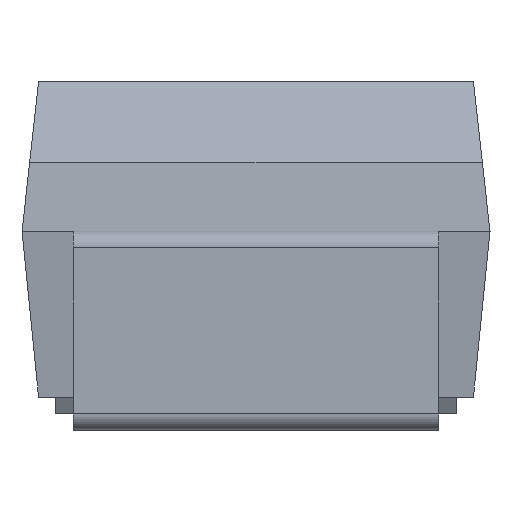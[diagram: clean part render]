
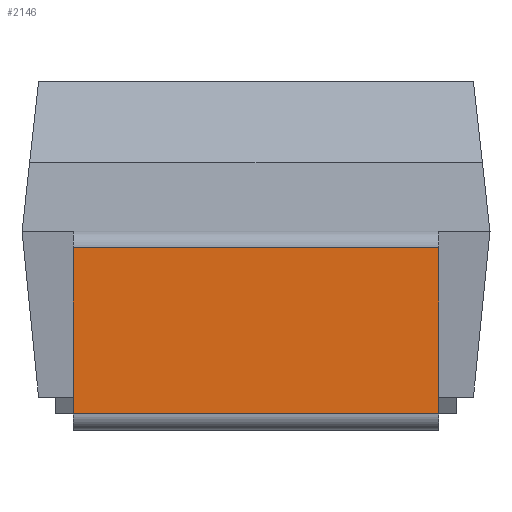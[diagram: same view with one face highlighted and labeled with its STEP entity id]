
A CAD part, left-side view. The second image highlights one B-rep face of the part: STEP entity #2146.
In plain terms, the highlighted face is planar.
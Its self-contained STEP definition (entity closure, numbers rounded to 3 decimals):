
#385=FACE_OUTER_BOUND('',#503,.T.);
#503=EDGE_LOOP('',(#1951,#1952,#1953,#1954));
#691=LINE('',#5786,#885);
#695=LINE('',#5798,#889);
#696=LINE('',#5799,#890);
#697=LINE('',#5800,#891);
#885=VECTOR('',#2551,1000.);
#889=VECTOR('',#2561,1000.);
#890=VECTOR('',#2562,1000.);
#891=VECTOR('',#2563,1000.);
#1084=VERTEX_POINT('',#5784);
#1085=VERTEX_POINT('',#5785);
#1089=VERTEX_POINT('',#5796);
#1090=VERTEX_POINT('',#5797);
#1373=EDGE_CURVE('',#1084,#1085,#691,.T.);
#1379=EDGE_CURVE('',#1089,#1090,#695,.T.);
#1380=EDGE_CURVE('',#1089,#1084,#696,.T.);
#1381=EDGE_CURVE('',#1085,#1090,#697,.T.);
#1951=ORIENTED_EDGE('',*,*,#1379,.F.);
#1952=ORIENTED_EDGE('',*,*,#1380,.T.);
#1953=ORIENTED_EDGE('',*,*,#1373,.T.);
#1954=ORIENTED_EDGE('',*,*,#1381,.T.);
#2037=PLANE('',#2239);
#2146=ADVANCED_FACE('',(#385),#2037,.F.);
#2239=AXIS2_PLACEMENT_3D('',#5795,#2559,#2560);
#2551=DIRECTION('',(0.,0.,-1.));
#2559=DIRECTION('center_axis',(-1.,0.,0.));
#2560=DIRECTION('ref_axis',(0.,-1.,0.));
#2561=DIRECTION('',(0.,0.,-1.));
#2562=DIRECTION('',(0.,-1.,0.));
#2563=DIRECTION('',(0.,1.,0.));
#5784=CARTESIAN_POINT('',(0.8,0.,0.));
#5785=CARTESIAN_POINT('',(0.8,0.,-1.));
#5786=CARTESIAN_POINT('',(0.8,0.,0.1));
#5795=CARTESIAN_POINT('Origin',(0.8,0.,0.1));
#5796=CARTESIAN_POINT('',(0.8,2.2,0.));
#5797=CARTESIAN_POINT('',(0.8,2.2,-1.));
#5798=CARTESIAN_POINT('',(0.8,2.2,0.1));
#5799=CARTESIAN_POINT('',(0.8,0.,0.));
#5800=CARTESIAN_POINT('',(0.8,0.,-1.));
